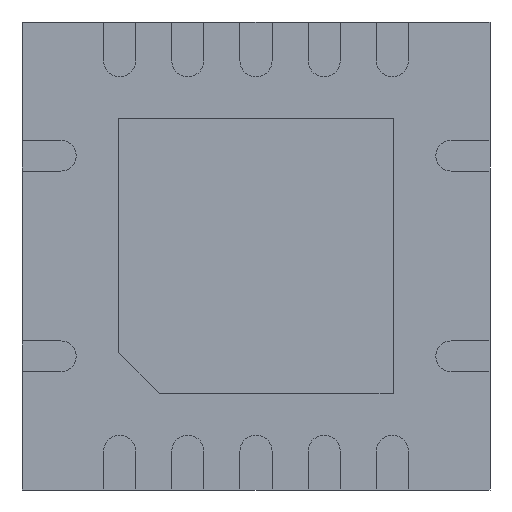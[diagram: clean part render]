
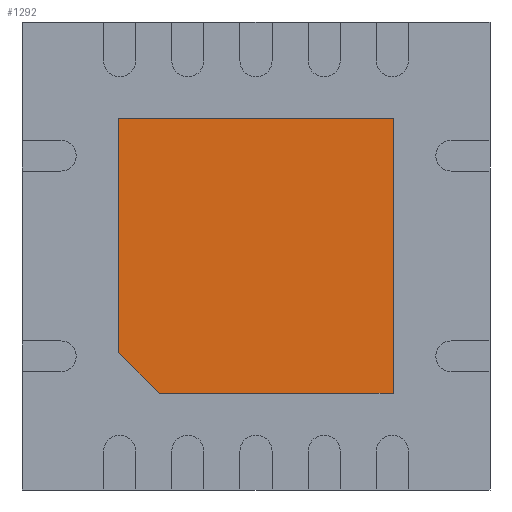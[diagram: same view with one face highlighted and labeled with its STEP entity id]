
A CAD part, front view. The second image highlights one B-rep face of the part: STEP entity #1292.
In plain terms, the highlighted planar face has unit normal (0, -1, 0).
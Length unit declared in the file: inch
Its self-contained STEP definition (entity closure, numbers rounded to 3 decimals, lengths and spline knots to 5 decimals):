
#296=DIRECTION('',(0.707,0.,-0.707));
#297=VECTOR('',#296,0.42426);
#298=CARTESIAN_POINT('',(-1.025,-0.05,-0.725));
#299=LINE('',#298,#297);
#300=DIRECTION('',(0.,0.,-1.));
#301=VECTOR('',#300,1.75);
#302=CARTESIAN_POINT('',(-1.025,-0.05,1.025));
#303=LINE('',#302,#301);
#304=DIRECTION('',(-1.,0.,0.));
#305=VECTOR('',#304,2.05);
#306=CARTESIAN_POINT('',(1.025,-0.05,1.025));
#307=LINE('',#306,#305);
#308=DIRECTION('',(0.,0.,1.));
#309=VECTOR('',#308,2.05);
#310=CARTESIAN_POINT('',(1.025,-0.05,-1.025));
#311=LINE('',#310,#309);
#312=DIRECTION('',(1.,0.,0.));
#313=VECTOR('',#312,1.75);
#314=CARTESIAN_POINT('',(-0.725,-0.05,-1.025));
#315=LINE('',#314,#313);
#826=CARTESIAN_POINT('',(-1.025,-0.05,-0.725));
#827=CARTESIAN_POINT('',(-0.725,-0.05,-1.025));
#828=VERTEX_POINT('',#826);
#829=VERTEX_POINT('',#827);
#830=CARTESIAN_POINT('',(1.025,-0.05,-1.025));
#831=VERTEX_POINT('',#830);
#832=CARTESIAN_POINT('',(1.025,-0.05,1.025));
#833=VERTEX_POINT('',#832);
#834=CARTESIAN_POINT('',(-1.025,-0.05,1.025));
#835=VERTEX_POINT('',#834);
#1280=CARTESIAN_POINT('',(0.,-0.05,0.));
#1281=DIRECTION('',(0.,-1.,0.));
#1282=DIRECTION('',(0.,0.,1.));
#1283=AXIS2_PLACEMENT_3D('',#1280,#1281,#1282);
#1284=PLANE('',#1283);
#1285=ORIENTED_EDGE('',*,*,#1218,.F.);
#1286=ORIENTED_EDGE('',*,*,#1233,.F.);
#1287=ORIENTED_EDGE('',*,*,#1247,.F.);
#1288=ORIENTED_EDGE('',*,*,#1261,.F.);
#1289=ORIENTED_EDGE('',*,*,#1274,.F.);
#1290=EDGE_LOOP('',(#1285,#1286,#1287,#1288,#1289));
#1291=FACE_OUTER_BOUND('',#1290,.F.);
#1218=EDGE_CURVE('',#828,#829,#299,.T.);
#1233=EDGE_CURVE('',#835,#828,#303,.T.);
#1247=EDGE_CURVE('',#833,#835,#307,.T.);
#1261=EDGE_CURVE('',#831,#833,#311,.T.);
#1274=EDGE_CURVE('',#829,#831,#315,.T.);
#1292=ADVANCED_FACE('',(#1291),#1284,.T.);
